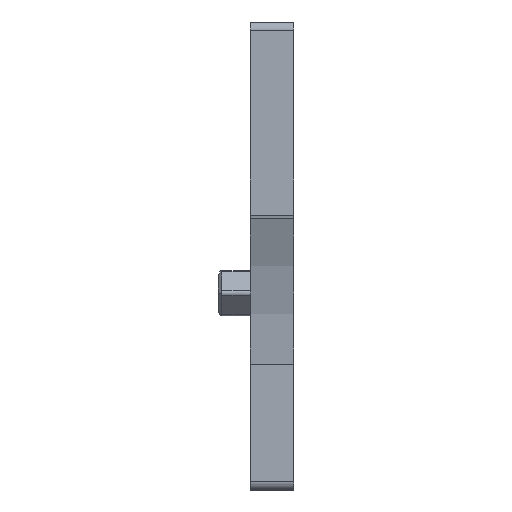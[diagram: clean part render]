
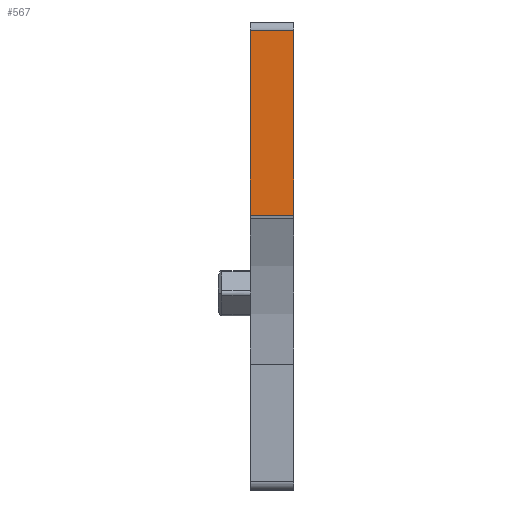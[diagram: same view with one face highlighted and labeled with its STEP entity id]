
A CAD part, front view. The second image highlights one B-rep face of the part: STEP entity #567.
In plain terms, the highlighted planar face has unit normal (0, -1, 0).
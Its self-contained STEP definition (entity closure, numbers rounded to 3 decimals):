
#540=AXIS2_PLACEMENT_3D('Plane Axis2P3D',#537,#538,#539) ;
#515=CARTESIAN_POINT('Vertex',(4.35,0.,15.861)) ;
#518=CARTESIAN_POINT('Line Origine',(3.1,0.,15.861)) ;
#522=CARTESIAN_POINT('Vertex',(1.85,0.,15.861)) ;
#537=CARTESIAN_POINT('Axis2P3D Location',(4.35,0.,26.5)) ;
#542=CARTESIAN_POINT('Line Origine',(4.35,0.,21.18)) ;
#546=CARTESIAN_POINT('Vertex',(4.35,0.,26.5)) ;
#549=CARTESIAN_POINT('Line Origine',(3.1,0.,26.5)) ;
#553=CARTESIAN_POINT('Vertex',(1.85,0.,26.5)) ;
#556=CARTESIAN_POINT('Line Origine',(1.85,0.,21.18)) ;
#519=DIRECTION('Vector Direction',(-1.,0.,0.)) ;
#538=DIRECTION('Axis2P3D Direction',(0.,1.,0.)) ;
#539=DIRECTION('Axis2P3D XDirection',(0.,0.,-1.)) ;
#543=DIRECTION('Vector Direction',(0.,0.,-1.)) ;
#550=DIRECTION('Vector Direction',(-1.,0.,0.)) ;
#557=DIRECTION('Vector Direction',(0.,0.,-1.)) ;
#520=VECTOR('Line Direction',#519,1.) ;
#544=VECTOR('Line Direction',#543,1.) ;
#551=VECTOR('Line Direction',#550,1.) ;
#558=VECTOR('Line Direction',#557,1.) ;
#562=ORIENTED_EDGE('',*,*,#524,.F.) ;
#563=ORIENTED_EDGE('',*,*,#548,.T.) ;
#564=ORIENTED_EDGE('',*,*,#555,.T.) ;
#565=ORIENTED_EDGE('',*,*,#560,.F.) ;
#567=ADVANCED_FACE('ZAP/TW ZT2.5/4AN/4',(#566),#541,.F.) ;
#524=EDGE_CURVE('',#516,#523,#521,.T.) ;
#548=EDGE_CURVE('',#516,#547,#545,.F.) ;
#555=EDGE_CURVE('',#547,#554,#552,.T.) ;
#560=EDGE_CURVE('',#523,#554,#559,.F.) ;
#561=EDGE_LOOP('',(#562,#563,#564,#565)) ;
#566=FACE_OUTER_BOUND('',#561,.T.) ;
#521=LINE('Line',#518,#520) ;
#545=LINE('Line',#542,#544) ;
#552=LINE('Line',#549,#551) ;
#559=LINE('Line',#556,#558) ;
#541=PLANE('',#540) ;
#516=VERTEX_POINT('',#515) ;
#523=VERTEX_POINT('',#522) ;
#547=VERTEX_POINT('',#546) ;
#554=VERTEX_POINT('',#553) ;
